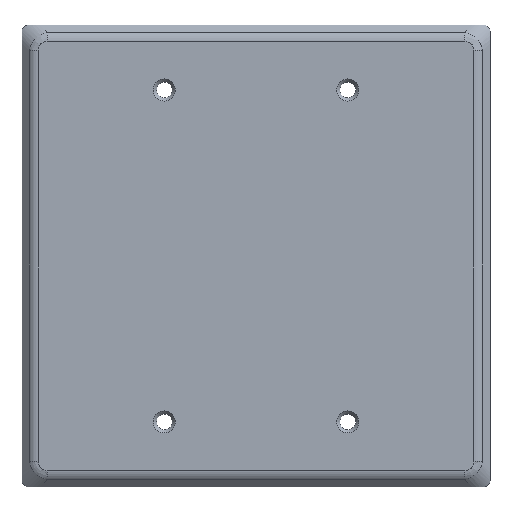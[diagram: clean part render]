
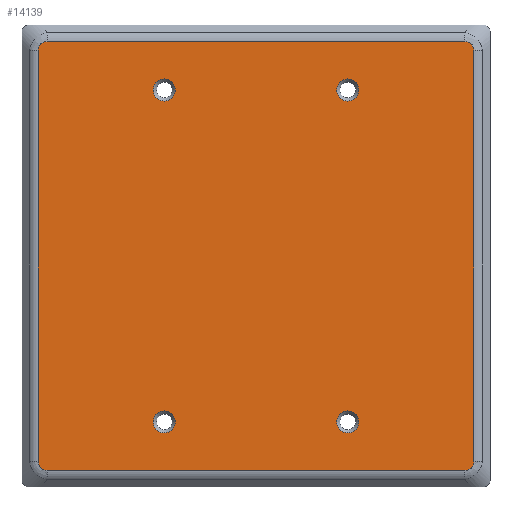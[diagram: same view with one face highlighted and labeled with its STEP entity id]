
A CAD part, top view. The second image highlights one B-rep face of the part: STEP entity #14139.
In plain terms, the highlighted planar face has unit normal (0, 0, 1).
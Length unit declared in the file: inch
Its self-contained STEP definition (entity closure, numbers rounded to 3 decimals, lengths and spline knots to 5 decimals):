
#19=ELLIPSE('',#14840,0.21651,0.125);
#22=ELLIPSE('',#14847,0.21651,0.125);
#24=ELLIPSE('',#14852,0.21651,0.125);
#26=ELLIPSE('',#14857,0.21651,0.125);
#739=FACE_BOUND('',#2827,.T.);
#740=FACE_BOUND('',#2828,.T.);
#741=FACE_BOUND('',#2829,.T.);
#742=FACE_BOUND('',#2830,.T.);
#1183=PLANE('',#14867);
#2000=FACE_OUTER_BOUND('',#2826,.T.);
#2826=EDGE_LOOP('',(#13209,#13210,#13211,#13212,#13213,#13214,#13215,#13216));
#2827=EDGE_LOOP('',(#13217,#13218));
#2828=EDGE_LOOP('',(#13219,#13220));
#2829=EDGE_LOOP('',(#13221,#13222));
#2830=EDGE_LOOP('',(#13223,#13224));
#4252=LINE('',#25049,#5693);
#4254=LINE('',#25080,#5695);
#4256=LINE('',#25111,#5697);
#4258=LINE('',#25139,#5699);
#5693=VECTOR('',#17612,0.3937);
#5695=VECTOR('',#17624,0.3937);
#5697=VECTOR('',#17636,0.3937);
#5699=VECTOR('',#17646,0.3937);
#5752=CIRCLE('',#14199,0.109);
#5753=CIRCLE('',#14200,0.109);
#5757=CIRCLE('',#14206,0.109);
#5758=CIRCLE('',#14207,0.109);
#5762=CIRCLE('',#14213,0.109);
#5763=CIRCLE('',#14214,0.109);
#5767=CIRCLE('',#14220,0.109);
#5768=CIRCLE('',#14221,0.109);
#5916=VERTEX_POINT('',#17851);
#5917=VERTEX_POINT('',#17852);
#5921=VERTEX_POINT('',#17865);
#5922=VERTEX_POINT('',#17866);
#5926=VERTEX_POINT('',#17879);
#5927=VERTEX_POINT('',#17880);
#5931=VERTEX_POINT('',#17893);
#5932=VERTEX_POINT('',#17894);
#7207=VERTEX_POINT('',#25037);
#7208=VERTEX_POINT('',#25039);
#7210=VERTEX_POINT('',#25045);
#7212=VERTEX_POINT('',#25070);
#7214=VERTEX_POINT('',#25076);
#7216=VERTEX_POINT('',#25101);
#7218=VERTEX_POINT('',#25107);
#7220=VERTEX_POINT('',#25132);
#7278=EDGE_CURVE('',#5916,#5917,#5752,.T.);
#7279=EDGE_CURVE('',#5917,#5916,#5753,.T.);
#7285=EDGE_CURVE('',#5921,#5922,#5757,.T.);
#7286=EDGE_CURVE('',#5922,#5921,#5758,.T.);
#7292=EDGE_CURVE('',#5926,#5927,#5762,.T.);
#7293=EDGE_CURVE('',#5927,#5926,#5763,.T.);
#7299=EDGE_CURVE('',#5931,#5932,#5767,.T.);
#7300=EDGE_CURVE('',#5932,#5931,#5768,.T.);
#9206=EDGE_CURVE('',#7207,#7208,#19,.T.);
#9211=EDGE_CURVE('',#7208,#7210,#4252,.T.);
#9214=EDGE_CURVE('',#7210,#7212,#22,.T.);
#9217=EDGE_CURVE('',#7212,#7214,#4254,.T.);
#9220=EDGE_CURVE('',#7214,#7216,#24,.T.);
#9223=EDGE_CURVE('',#7216,#7218,#4256,.T.);
#9226=EDGE_CURVE('',#7218,#7220,#26,.T.);
#9228=EDGE_CURVE('',#7220,#7207,#4258,.T.);
#13209=ORIENTED_EDGE('',*,*,#9206,.F.);
#13210=ORIENTED_EDGE('',*,*,#9228,.F.);
#13211=ORIENTED_EDGE('',*,*,#9226,.F.);
#13212=ORIENTED_EDGE('',*,*,#9223,.F.);
#13213=ORIENTED_EDGE('',*,*,#9220,.F.);
#13214=ORIENTED_EDGE('',*,*,#9217,.F.);
#13215=ORIENTED_EDGE('',*,*,#9214,.F.);
#13216=ORIENTED_EDGE('',*,*,#9211,.F.);
#13217=ORIENTED_EDGE('',*,*,#7278,.T.);
#13218=ORIENTED_EDGE('',*,*,#7279,.T.);
#13219=ORIENTED_EDGE('',*,*,#7285,.T.);
#13220=ORIENTED_EDGE('',*,*,#7286,.T.);
#13221=ORIENTED_EDGE('',*,*,#7292,.T.);
#13222=ORIENTED_EDGE('',*,*,#7293,.T.);
#13223=ORIENTED_EDGE('',*,*,#7299,.T.);
#13224=ORIENTED_EDGE('',*,*,#7300,.T.);
#14139=ADVANCED_FACE('',(#2000,#739,#740,#741,#742),#1183,.T.);
#14199=AXIS2_PLACEMENT_3D('',#17853,#14938,#14939);
#14200=AXIS2_PLACEMENT_3D('',#17854,#14940,#14941);
#14206=AXIS2_PLACEMENT_3D('',#17867,#14954,#14955);
#14207=AXIS2_PLACEMENT_3D('',#17868,#14956,#14957);
#14213=AXIS2_PLACEMENT_3D('',#17881,#14970,#14971);
#14214=AXIS2_PLACEMENT_3D('',#17882,#14972,#14973);
#14220=AXIS2_PLACEMENT_3D('',#17895,#14986,#14987);
#14221=AXIS2_PLACEMENT_3D('',#17896,#14988,#14989);
#14840=AXIS2_PLACEMENT_3D('',#25040,#17601,#17602);
#14847=AXIS2_PLACEMENT_3D('',#25074,#17617,#17618);
#14852=AXIS2_PLACEMENT_3D('',#25105,#17629,#17630);
#14857=AXIS2_PLACEMENT_3D('',#25136,#17641,#17642);
#14867=AXIS2_PLACEMENT_3D('',#25184,#17670,#17671);
#14938=DIRECTION('center_axis',(0.,0.,-1.));
#14939=DIRECTION('ref_axis',(1.,0.,0.));
#14940=DIRECTION('center_axis',(0.,0.,-1.));
#14941=DIRECTION('ref_axis',(1.,0.,0.));
#14954=DIRECTION('center_axis',(0.,0.,-1.));
#14955=DIRECTION('ref_axis',(1.,0.,0.));
#14956=DIRECTION('center_axis',(0.,0.,-1.));
#14957=DIRECTION('ref_axis',(1.,0.,0.));
#14970=DIRECTION('center_axis',(0.,0.,-1.));
#14971=DIRECTION('ref_axis',(1.,0.,0.));
#14972=DIRECTION('center_axis',(0.,0.,-1.));
#14973=DIRECTION('ref_axis',(1.,0.,0.));
#14986=DIRECTION('center_axis',(0.,0.,-1.));
#14987=DIRECTION('ref_axis',(1.,0.,0.));
#14988=DIRECTION('center_axis',(0.,0.,-1.));
#14989=DIRECTION('ref_axis',(1.,0.,0.));
#17601=DIRECTION('center_axis',(0.,0.,-1.));
#17602=DIRECTION('ref_axis',(-0.707,0.707,0.));
#17612=DIRECTION('',(1.,0.,0.));
#17617=DIRECTION('center_axis',(0.,0.,-1.));
#17618=DIRECTION('ref_axis',(0.707,0.707,0.));
#17624=DIRECTION('',(0.,-1.,0.));
#17629=DIRECTION('center_axis',(0.,0.,-1.));
#17630=DIRECTION('ref_axis',(0.707,-0.707,0.));
#17636=DIRECTION('',(-1.,0.,0.));
#17641=DIRECTION('center_axis',(0.,0.,-1.));
#17642=DIRECTION('ref_axis',(-0.707,-0.707,0.));
#17646=DIRECTION('',(0.,1.,0.));
#17670=DIRECTION('center_axis',(0.,0.,1.));
#17671=DIRECTION('ref_axis',(1.,0.,0.));
#17851=CARTESIAN_POINT('',(1.01525,1.64,0.2));
#17852=CARTESIAN_POINT('',(0.79725,1.64,0.2));
#17853=CARTESIAN_POINT('Origin',(0.90625,1.64,0.2));
#17854=CARTESIAN_POINT('Origin',(0.90625,1.64,0.2));
#17865=CARTESIAN_POINT('',(-0.79725,1.64,0.2));
#17866=CARTESIAN_POINT('',(-1.01525,1.64,0.2));
#17867=CARTESIAN_POINT('Origin',(-0.90625,1.64,0.2));
#17868=CARTESIAN_POINT('Origin',(-0.90625,1.64,0.2));
#17879=CARTESIAN_POINT('',(-0.79725,-1.64,0.2));
#17880=CARTESIAN_POINT('',(-1.01525,-1.64,0.2));
#17881=CARTESIAN_POINT('Origin',(-0.90625,-1.64,0.2));
#17882=CARTESIAN_POINT('Origin',(-0.90625,-1.64,0.2));
#17893=CARTESIAN_POINT('',(1.01525,-1.64,0.2));
#17894=CARTESIAN_POINT('',(0.79725,-1.64,0.2));
#17895=CARTESIAN_POINT('Origin',(0.90625,-1.64,0.2));
#17896=CARTESIAN_POINT('Origin',(0.90625,-1.64,0.2));
#25037=CARTESIAN_POINT('',(-2.15122,2.03083,0.2));
#25039=CARTESIAN_POINT('',(-2.06283,2.11922,0.2));
#25040=CARTESIAN_POINT('Origin',(-1.97445,1.94245,0.2));
#25045=CARTESIAN_POINT('',(2.06183,2.11922,0.2));
#25049=CARTESIAN_POINT('',(0.57762,2.11922,0.2));
#25070=CARTESIAN_POINT('',(2.15022,2.03083,0.2));
#25074=CARTESIAN_POINT('Origin',(1.97345,1.94245,0.2));
#25076=CARTESIAN_POINT('',(2.15022,-2.03083,0.2));
#25080=CARTESIAN_POINT('',(2.15022,-0.57025,0.2));
#25101=CARTESIAN_POINT('',(2.06183,-2.11922,0.2));
#25105=CARTESIAN_POINT('Origin',(1.97345,-1.94245,0.2));
#25107=CARTESIAN_POINT('',(-2.06283,-2.11922,0.2));
#25111=CARTESIAN_POINT('',(-0.57863,-2.11922,0.2));
#25132=CARTESIAN_POINT('',(-2.15122,-2.03083,0.2));
#25136=CARTESIAN_POINT('Origin',(-1.97445,-1.94245,0.2));
#25139=CARTESIAN_POINT('',(-2.15122,0.57025,0.2));
#25184=CARTESIAN_POINT('Origin',(-0.0005,0.,
0.2));
